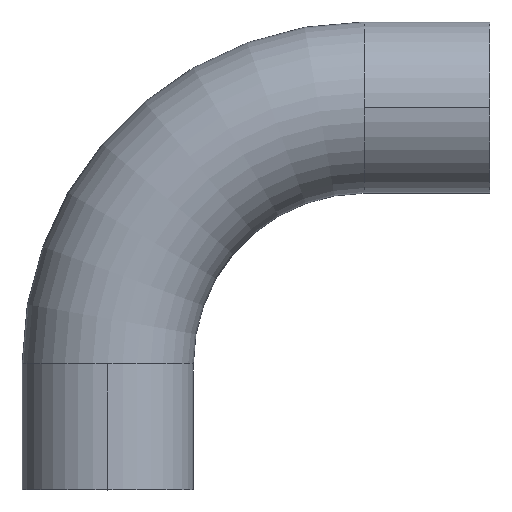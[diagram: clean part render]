
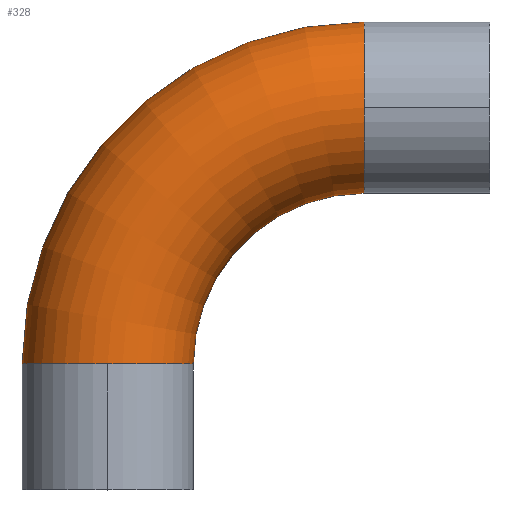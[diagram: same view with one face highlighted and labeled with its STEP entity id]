
A CAD part, top view. The second image highlights one B-rep face of the part: STEP entity #328.
In plain terms, the highlighted toroidal (fillet/blend) face has major radius 57 mm and minor radius 19.05 mm.
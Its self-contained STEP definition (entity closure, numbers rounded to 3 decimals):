
#8 = VERTEX_POINT ( 'NONE', #267 ) ;
#42 = DIRECTION ( 'NONE',  ( 0., 1., 0. ) ) ;
#43 = VERTEX_POINT ( 'NONE', #116 ) ;
#58 = AXIS2_PLACEMENT_3D ( 'NONE', #227, #268, #360 ) ;
#60 = EDGE_CURVE ( 'NONE', #177, #172, #385, .T. ) ;
#63 = DIRECTION ( 'NONE',  ( 1., 0., 0. ) ) ;
#74 = DIRECTION ( 'NONE',  ( -1., 0., 0. ) ) ;
#94 = ORIENTED_EDGE ( 'NONE', *, *, #114, .T. ) ;
#96 = AXIS2_PLACEMENT_3D ( 'NONE', #282, #42, #402 ) ;
#101 = EDGE_CURVE ( 'NONE', #8, #177, #469, .T. ) ;
#114 = EDGE_CURVE ( 'NONE', #372, #43, #138, .T. ) ;
#116 = CARTESIAN_POINT ( 'NONE',  ( 19.05, 28., 0. ) ) ;
#135 = ORIENTED_EDGE ( 'NONE', *, *, #349, .T. ) ;
#138 = CIRCLE ( 'NONE', #289, 19.05 ) ;
#146 = TOROIDAL_SURFACE ( 'NONE', #509, 57., 19.05 ) ;
#154 = AXIS2_PLACEMENT_3D ( 'NONE', #513, #63, #475 ) ;
#157 = CARTESIAN_POINT ( 'NONE',  ( 57., 85., 0. ) ) ;
#158 = ORIENTED_EDGE ( 'NONE', *, *, #101, .F. ) ;
#161 = ORIENTED_EDGE ( 'NONE', *, *, #60, .F. ) ;
#170 = CARTESIAN_POINT ( 'NONE',  ( 57., 28., 0. ) ) ;
#172 = VERTEX_POINT ( 'NONE', #375 ) ;
#177 = VERTEX_POINT ( 'NONE', #455 ) ;
#199 = FACE_OUTER_BOUND ( 'NONE', #399, .T. ) ;
#227 = CARTESIAN_POINT ( 'NONE',  ( 57., 28., 0. ) ) ;
#267 = CARTESIAN_POINT ( 'NONE',  ( -19.05, 28., 0. ) ) ;
#268 = DIRECTION ( 'NONE',  ( 0., 0., -1. ) ) ;
#276 = CARTESIAN_POINT ( 'NONE',  ( 0., 28., 0. ) ) ;
#277 = DIRECTION ( 'NONE',  ( 1., 0., 0. ) ) ;
#282 = CARTESIAN_POINT ( 'NONE',  ( 0., 28., 0. ) ) ;
#289 = AXIS2_PLACEMENT_3D ( 'NONE', #276, #401, #433 ) ;
#291 = CARTESIAN_POINT ( 'NONE',  ( 0., 28., 19.05 ) ) ;
#297 = EDGE_CURVE ( 'NONE', #8, #372, #323, .T. ) ;
#298 = CIRCLE ( 'NONE', #342, 19.05 ) ;
#323 = CIRCLE ( 'NONE', #96, 19.05 ) ;
#328 = ADVANCED_FACE ( 'NONE', ( #199 ), #146, .T. ) ;
#330 = AXIS2_PLACEMENT_3D ( 'NONE', #170, #519, #74 ) ;
#342 = AXIS2_PLACEMENT_3D ( 'NONE', #157, #277, #377 ) ;
#349 = EDGE_CURVE ( 'NONE', #43, #526, #425, .T. ) ;
#360 = DIRECTION ( 'NONE',  ( -1., 0., 0. ) ) ;
#369 = EDGE_CURVE ( 'NONE', #172, #526, #298, .T. ) ;
#371 = DIRECTION ( 'NONE',  ( 0., 0., -1. ) ) ;
#372 = VERTEX_POINT ( 'NONE', #291 ) ;
#375 = CARTESIAN_POINT ( 'NONE',  ( 57., 85., 19.05 ) ) ;
#377 = DIRECTION ( 'NONE',  ( 0., 0., 1. ) ) ;
#385 = CIRCLE ( 'NONE', #154, 19.05 ) ;
#396 = CARTESIAN_POINT ( 'NONE',  ( 57., 28., 0. ) ) ;
#399 = EDGE_LOOP ( 'NONE', ( #158, #533, #94, #135, #432, #161 ) ) ;
#401 = DIRECTION ( 'NONE',  ( 0., 1., 0. ) ) ;
#402 = DIRECTION ( 'NONE',  ( 0., 0., 1. ) ) ;
#425 = CIRCLE ( 'NONE', #330, 37.95 ) ;
#432 = ORIENTED_EDGE ( 'NONE', *, *, #369, .F. ) ;
#433 = DIRECTION ( 'NONE',  ( 0., 0., 1. ) ) ;
#455 = CARTESIAN_POINT ( 'NONE',  ( 57., 104.05, 0. ) ) ;
#469 = CIRCLE ( 'NONE', #58, 76.05 ) ;
#475 = DIRECTION ( 'NONE',  ( 0., 0., 1. ) ) ;
#487 = DIRECTION ( 'NONE',  ( -1., 0., 0. ) ) ;
#506 = CARTESIAN_POINT ( 'NONE',  ( 57., 65.95, 0. ) ) ;
#509 = AXIS2_PLACEMENT_3D ( 'NONE', #396, #371, #487 ) ;
#513 = CARTESIAN_POINT ( 'NONE',  ( 57., 85., 0. ) ) ;
#519 = DIRECTION ( 'NONE',  ( 0., 0., -1. ) ) ;
#526 = VERTEX_POINT ( 'NONE', #506 ) ;
#533 = ORIENTED_EDGE ( 'NONE', *, *, #297, .T. ) ;
